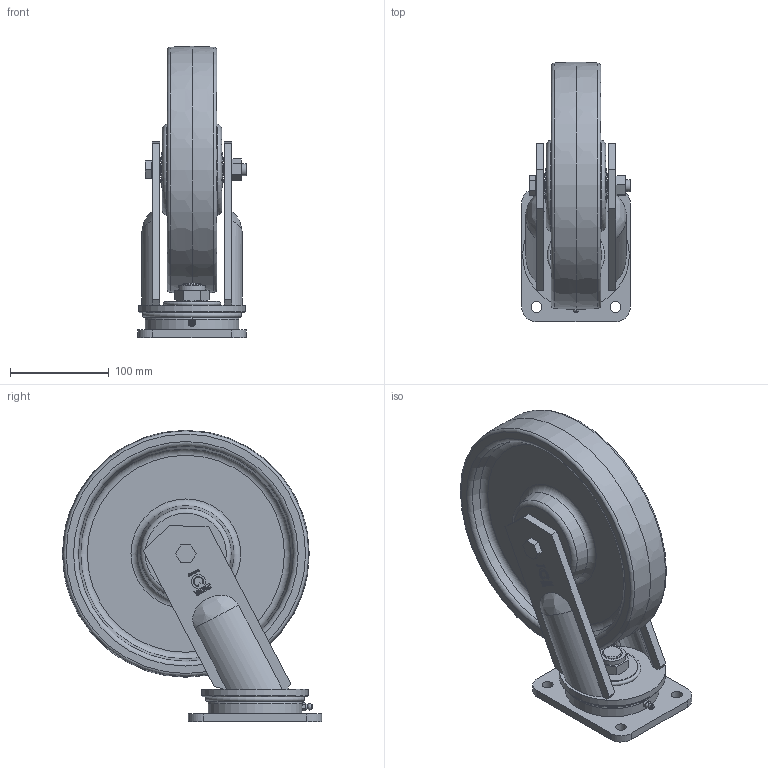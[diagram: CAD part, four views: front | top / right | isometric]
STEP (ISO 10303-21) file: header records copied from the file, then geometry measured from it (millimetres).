
FILE_DESCRIPTION(/* description */ (''),/* implementation_level */ '2;1');
FILE_NAME(/* name */ '0019300K_LP_PO_250_K',/* time_stamp */ '2010-12-09T09:06:47+01:00',/* author */ (''),/* organization */ (''),/* preprocessor_version */ 'ST-DEVELOPER v9',/* originating_system */ 'UGS - NX 4.0',/* authorisation */ '');
FILE_SCHEMA (('CONFIG_CONTROL_DESIGN'));
Length unit declared in the file: millimetre
Products named in the file (1): 0019300K_LP_PO_250_K
Bounding box: 110 x 262.5 x 295 mm (x, y, z)
Volume: 2051022.7 mm3; surface area: 306298.6 mm2
Topology: 4 solids, 8 shells, 672 faces, 1734 edges, 1149 vertices
Faces by surface type: plane 350, extrusion 202, cylinder 60, torus 25, cone 23, bspline 10, sphere 2
Full cylindrical faces by diameter (mm): 5 x1, 11 x4, 12 x3, 12.2 x2, 20 x2, 25 x5, 27 x1, 33.802 x4, 35 x2, 42 x1, 43.198 x4, 51.5 x1, 95 x1, 108 x1
Entity records: 22554 total; most frequent: CARTESIAN_POINT 8039, ORIENTED_EDGE 3264, DIRECTION 2102, EDGE_CURVE 1632, VERTEX_POINT 1117, B_SPLINE_CURVE_WITH_KNOTS 1035, EDGE_LOOP 831, VECTOR 822
